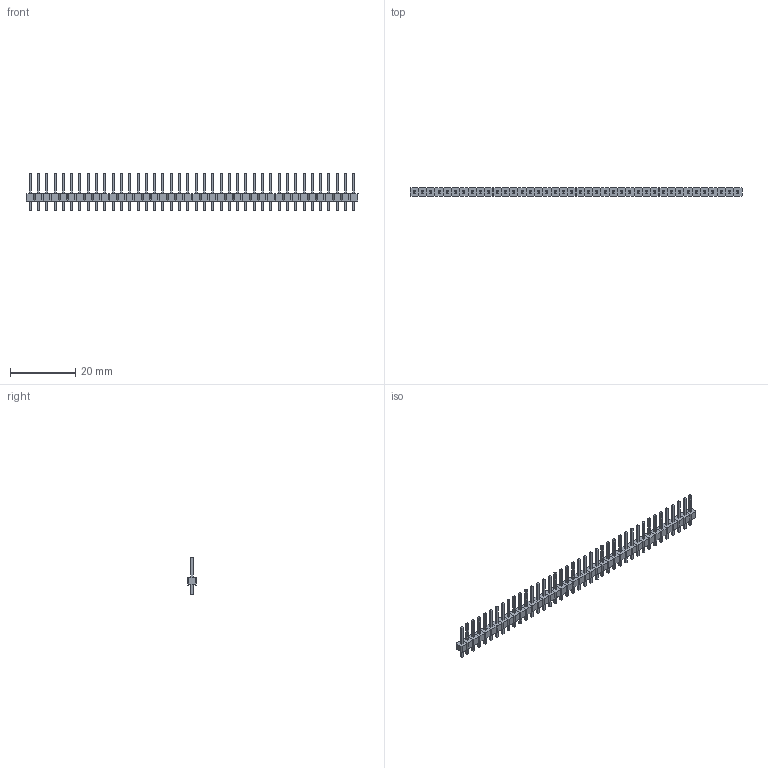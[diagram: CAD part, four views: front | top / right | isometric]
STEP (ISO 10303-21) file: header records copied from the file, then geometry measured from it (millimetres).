
FILE_DESCRIPTION (( 'STEP AP214' ), '1' );
FILE_NAME ('User Library-Header_Male_40Pin.STEP', '2017-04-03T00:20:01', ( 'Windows User' ), ( '' ), 'SwSTEP 2.0', 'SolidWorks 2017', '' );
FILE_SCHEMA (( 'AUTOMOTIVE_DESIGN' ));
Length unit declared in the file: millimetre
Products named in the file (3): User Library-Header_Male_40Pin_BodyArray; User Library-Header_Male_40Pin; User Library-Header_Male_40Pin_PinArray
Assembly tree (2 placements, depth 2):
  User Library-Header_Male_40Pin
    User Library-Header_Male_40Pin_BodyArray
    User Library-Header_Male_40Pin_PinArray
Bounding box: 101.6 x 2.49 x 11.54 mm (x, y, z)
Volume: 658.5 mm3; surface area: 2720.5 mm2
Topology: 80 solids, 80 shells, 1280 faces, 2880 edges, 1760 vertices
Faces by surface type: plane 1280
Entity records: 49296 total; most frequent: CARTESIAN_POINT 5925, ORIENTED_EDGE 5760, DIRECTION 5450, VECTOR 2880, LINE 2880, EDGE_CURVE 2880, VERTEX_POINT 1760, UNCERTAINTY_MEASURE_WITH_UNIT 1365
